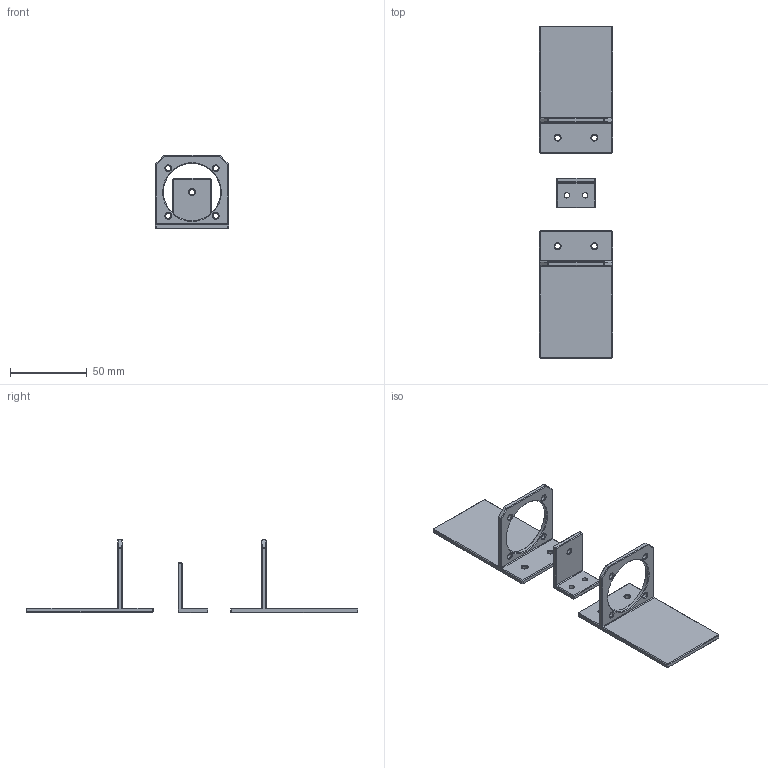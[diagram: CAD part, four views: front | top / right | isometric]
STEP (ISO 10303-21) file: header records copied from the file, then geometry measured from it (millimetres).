
FILE_DESCRIPTION(/* description */ (''),/* implementation_level */ '2;1');
FILE_NAME(/* name */ 'Orange.step',/* time_stamp */ '2025-12-07T11:03:08+08:00',/* author */ (''),/* organization */ (''),/* preprocessor_version */ 'ST-DEVELOPER v20.1',/* originating_system */ 'Autodesk Translation Framework v14.21.0.0',/* authorisation */ '');
FILE_SCHEMA (('AUTOMOTIVE_DESIGN { 1 0 10303 214 3 1 1 }'));
Length unit declared in the file: millimetre
Products named in the file (3): Robotic-Arm; 大臂固定; 电机固定1
Assembly tree (3 placements, depth 2):
  Robotic-Arm
    大臂固定
    电机固定1  x2
Bounding box: 48 x 216.85 x 48.1 mm (x, y, z)
Volume: 33059.5 mm3; surface area: 25124.8 mm2
Topology: 3 solids, 3 shells, 209 faces, 423 edges, 220 vertices
Faces by surface type: plane 162, cone 30, cylinder 17
Full cylindrical faces by diameter (mm): 3.5 x15, 37.35 x2
Entity records: 3245 total; most frequent: DIRECTION 554, CARTESIAN_POINT 518, ORIENTED_EDGE 508, EDGE_CURVE 254, LINE 218, VECTOR 218, AXIS2_PLACEMENT_3D 168, EDGE_LOOP 146
